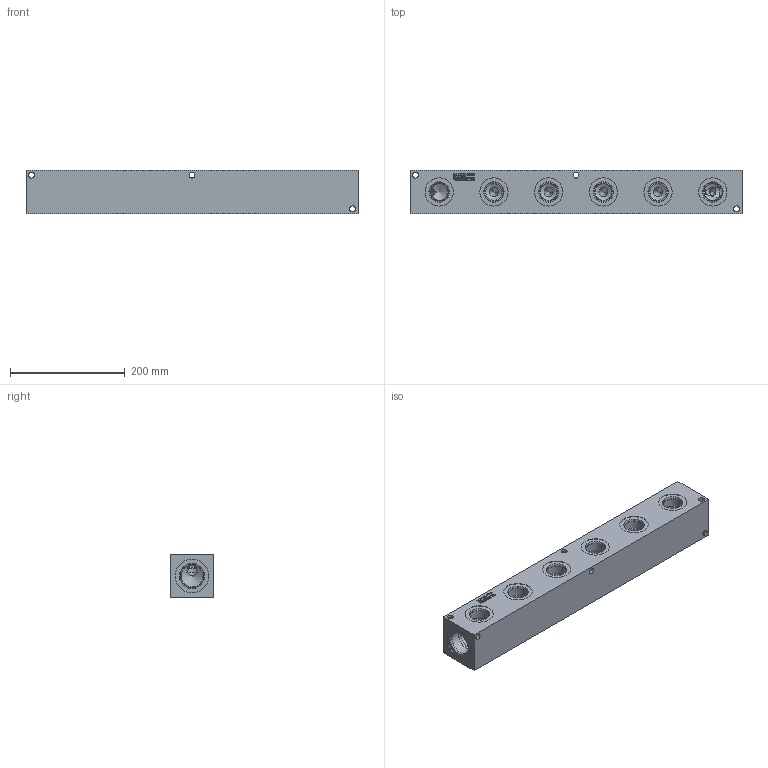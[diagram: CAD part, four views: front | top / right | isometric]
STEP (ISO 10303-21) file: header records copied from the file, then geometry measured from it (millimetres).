
FILE_DESCRIPTION(/* description */ (''),/* implementation_level */ '2;1');
FILE_NAME(/* name */ '_H0000616S.stp',/* time_stamp */ '2022-06-01T11:55:24-04:00',/* author */ ('bobbyh'),/* organization */ (''),/* preprocessor_version */ 'ST-DEVELOPER v18',/* originating_system */ 'Autodesk Inventor 2020',/* authorisation */ '');
FILE_SCHEMA (('AUTOMOTIVE_DESIGN { 1 0 10303 214 3 1 1 }'));
Length unit declared in the file: millimetre
Products named in the file (1): Part_+H0000616S_3D
Bounding box: 577.85 x 76.2 x 76.2 mm (x, y, z)
Volume: 3036287.4 mm3; surface area: 230779.6 mm2
Topology: 1 solids, 1 shells, 433 faces, 1178 edges, 781 vertices
Faces by surface type: plane 221, bspline 111, cylinder 57, cone 44
Full cylindrical faces by diameter (mm): 10.312 x12, 28.575 x4, 31.267 x4, 33.34 x1, 33.35 x5, 33.757 x6, 35.509 x5, 38.1 x2, 39.218 x2, 41.275 x1, 41.28 x1, 41.758 x1, 43.51 x1, 49.124 x6, 58.572 x2
Entity records: 14741 total; most frequent: CARTESIAN_POINT 4080, ORIENTED_EDGE 2342, DIRECTION 1752, EDGE_CURVE 1171, VERTEX_POINT 781, LINE 730, VECTOR 730, AXIS2_PLACEMENT_3D 511
